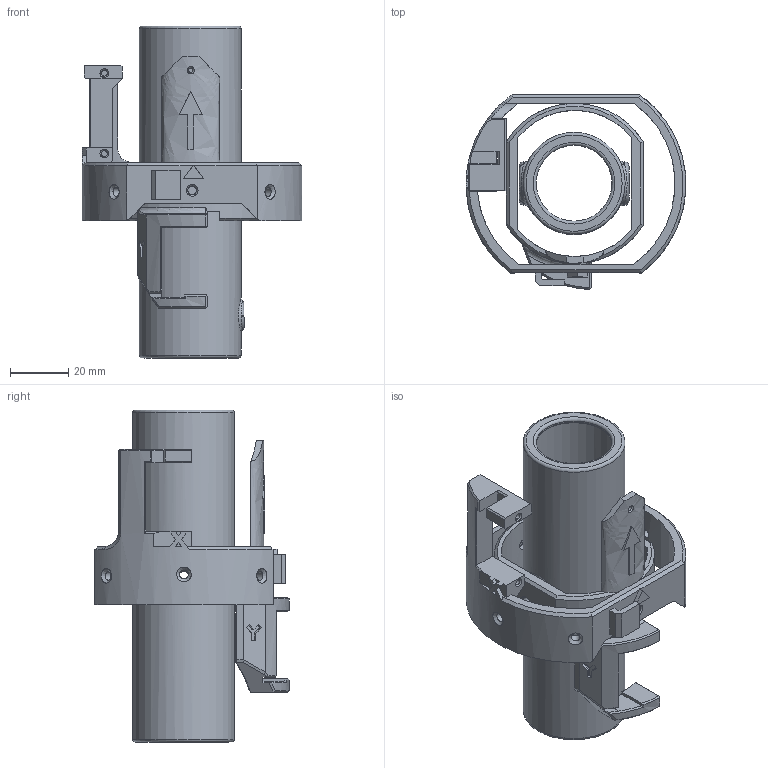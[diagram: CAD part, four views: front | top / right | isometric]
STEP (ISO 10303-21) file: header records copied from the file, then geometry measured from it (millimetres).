
FILE_DESCRIPTION(/* description */ (''),/* implementation_level */ '2;1');
FILE_NAME(/* name */ 'K-9 TVC V7 R1 .step',/* time_stamp */ '2021-10-08T13:06:19-04:00',/* author */ (''),/* organization */ (''),/* preprocessor_version */ 'ST-DEVELOPER v18.1',/* originating_system */ 'Autodesk Translation Framework v10.10.0.1391',/* authorisation */ '');
FILE_SCHEMA (('AUTOMOTIVE_DESIGN { 1 0 10303 214 3 1 1 }'));
Length unit declared in the file: millimetre
Products named in the file (5): K-9 TVC V7 R1; Outer GImbal; Motor Tube 29 mm; Motor Tube; Inner GImbal
Assembly tree (4 placements, depth 3):
  K-9 TVC V7 R1
    Outer GImbal
    Motor Tube 29 mm
      Motor Tube
    Inner GImbal
Bounding box: 75.53 x 66.75 x 114 mm (x, y, z)
Volume: 50819.4 mm3; surface area: 47915.4 mm2
Topology: 3 solids, 3 shells, 280 faces, 751 edges, 483 vertices
Faces by surface type: plane 153, bspline 51, cylinder 37, cone 31, torus 8
Full cylindrical faces by diameter (mm): 1.517 x1, 2 x2, 2.2 x1, 2.236 x1, 3.017 x4, 4 x3, 26.017 x1, 32.017 x1, 35 x1
Entity records: 12503 total; most frequent: CARTESIAN_POINT 5748, ORIENTED_EDGE 1502, DIRECTION 1192, EDGE_CURVE 751, VERTEX_POINT 483, AXIS2_PLACEMENT_3D 412, LINE 368, VECTOR 368
